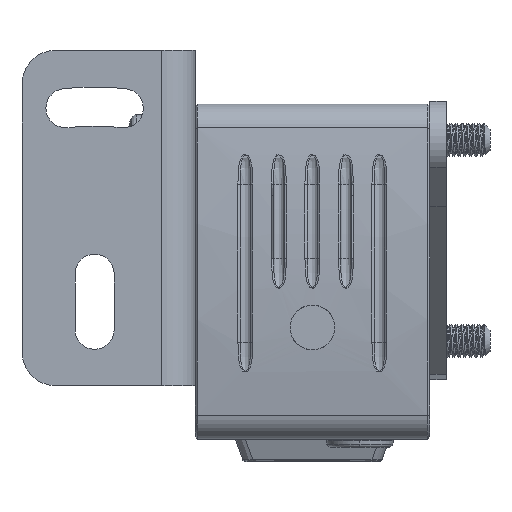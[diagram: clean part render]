
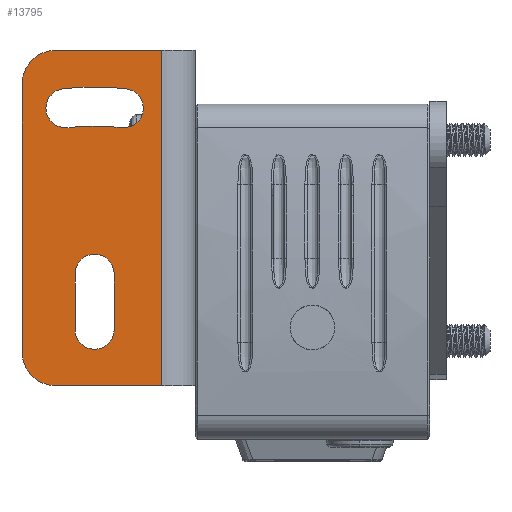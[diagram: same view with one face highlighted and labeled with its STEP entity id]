
A CAD part, left-side view. The second image highlights one B-rep face of the part: STEP entity #13795.
In plain terms, the highlighted face is planar.
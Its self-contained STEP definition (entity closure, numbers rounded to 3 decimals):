
#12818=DIRECTION('',(-1.,0.,0.));
#12819=VECTOR('',#12818,5.);
#12820=CARTESIAN_POINT('',(-5.,0.,10.75));
#12821=LINE('',#12820,#12819);
#12822=CARTESIAN_POINT('',(-10.,0.,9.));
#12823=DIRECTION('',(0.,1.,0.));
#12824=DIRECTION('',(0.,0.,-1.));
#12825=AXIS2_PLACEMENT_3D('',#12822,#12823,#12824);
#12827=DIRECTION('',(1.,0.,0.));
#12828=VECTOR('',#12827,5.);
#12829=CARTESIAN_POINT('',(-10.,0.,7.25));
#12830=LINE('',#12829,#12828);
#12831=CARTESIAN_POINT('',(-5.,0.,9.));
#12832=DIRECTION('',(0.,1.,0.));
#12833=DIRECTION('',(0.,0.,1.));
#12834=AXIS2_PLACEMENT_3D('',#12831,#12832,#12833);
#12836=CARTESIAN_POINT('',(-10.,0.,9.));
#12837=DIRECTION('',(0.,1.,0.));
#12838=DIRECTION('',(0.991,0.,0.131));
#12839=AXIS2_PLACEMENT_3D('',#12836,#12837,#12838);
#12841=CARTESIAN_POINT('',(9.829,0.,6.389));
#12842=DIRECTION('',(0.,1.,0.));
#12843=DIRECTION('',(0.991,0.,-0.131));
#12844=AXIS2_PLACEMENT_3D('',#12841,#12842,#12843);
#12846=CARTESIAN_POINT('',(-10.,0.,9.));
#12847=DIRECTION('',(0.,1.,0.));
#12848=DIRECTION('',(0.991,0.,0.131));
#12849=AXIS2_PLACEMENT_3D('',#12846,#12847,#12848);
#12851=CARTESIAN_POINT('',(9.829,0.,11.611));
#12852=DIRECTION('',(0.,1.,0.));
#12853=DIRECTION('',(-0.991,0.,-0.131));
#12854=AXIS2_PLACEMENT_3D('',#12851,#12852,#12853);
#12856=CARTESIAN_POINT('',(-12.,0.,12.5));
#12857=DIRECTION('',(0.,-1.,0.));
#12858=DIRECTION('',(0.,0.,1.));
#12859=AXIS2_PLACEMENT_3D('',#12856,#12857,#12858);
#12861=CARTESIAN_POINT('',(12.,0.,12.5));
#12862=DIRECTION('',(0.,-1.,0.));
#12863=DIRECTION('',(1.,0.,0.));
#12864=AXIS2_PLACEMENT_3D('',#12861,#12862,#12863);
#12866=DIRECTION('',(1.,0.,0.));
#12867=VECTOR('',#12866,30.);
#12868=CARTESIAN_POINT('',(-15.,0.,3.));
#12869=LINE('',#12868,#12867);
#12902=DIRECTION('',(0.,0.,1.));
#12903=VECTOR('',#12902,9.5);
#12904=CARTESIAN_POINT('',(-15.,0.,3.));
#12905=LINE('',#12904,#12903);
#12926=DIRECTION('',(1.,0.,0.));
#12927=VECTOR('',#12926,24.);
#12928=CARTESIAN_POINT('',(-12.,0.,15.5));
#12929=LINE('',#12928,#12927);
#12938=DIRECTION('',(0.,0.,1.));
#12939=VECTOR('',#12938,9.5);
#12940=CARTESIAN_POINT('',(15.,0.,3.));
#12941=LINE('',#12940,#12939);
#12959=CARTESIAN_POINT('',(-15.,0.,3.));
#12961=VERTEX_POINT('',#12959);
#12963=CARTESIAN_POINT('',(15.,0.,3.));
#12965=VERTEX_POINT('',#12963);
#12974=CARTESIAN_POINT('',(-5.,0.,10.75));
#12975=CARTESIAN_POINT('',(-10.,0.,10.75));
#12976=VERTEX_POINT('',#12974);
#12977=VERTEX_POINT('',#12975);
#12978=CARTESIAN_POINT('',(-10.,0.,7.25));
#12979=VERTEX_POINT('',#12978);
#12980=CARTESIAN_POINT('',(-5.,0.,7.25));
#12981=VERTEX_POINT('',#12980);
#12990=CARTESIAN_POINT('',(8.094,0.,11.382));
#12991=CARTESIAN_POINT('',(8.094,0.,6.618));
#12992=VERTEX_POINT('',#12990);
#12993=VERTEX_POINT('',#12991);
#12994=CARTESIAN_POINT('',(11.564,0.,6.161));
#12995=VERTEX_POINT('',#12994);
#12996=CARTESIAN_POINT('',(11.564,0.,11.839));
#12997=VERTEX_POINT('',#12996);
#13102=CARTESIAN_POINT('',(-12.,0.,15.5));
#13103=CARTESIAN_POINT('',(-15.,0.,12.5));
#13104=VERTEX_POINT('',#13102);
#13105=VERTEX_POINT('',#13103);
#13110=CARTESIAN_POINT('',(15.,0.,12.5));
#13111=CARTESIAN_POINT('',(12.,0.,15.5));
#13112=VERTEX_POINT('',#13110);
#13113=VERTEX_POINT('',#13111);
#13758=CARTESIAN_POINT('',(-15.,0.,3.));
#13759=DIRECTION('',(0.,1.,0.));
#13760=DIRECTION('',(0.,0.,1.));
#13761=AXIS2_PLACEMENT_3D('',#13758,#13759,#13760);
#13762=PLANE('',#13761);
#13764=ORIENTED_EDGE('',*,*,#13763,.F.);
#13766=ORIENTED_EDGE('',*,*,#13765,.T.);
#13768=ORIENTED_EDGE('',*,*,#13767,.F.);
#13770=ORIENTED_EDGE('',*,*,#13769,.F.);
#13771=ORIENTED_EDGE('',*,*,#13527,.F.);
#13773=ORIENTED_EDGE('',*,*,#13772,.T.);
#13774=EDGE_LOOP('',(#13764,#13766,#13768,#13770,#13771,#13773));
#13775=FACE_OUTER_BOUND('',#13774,.F.);
#13776=ORIENTED_EDGE('',*,*,#13748,.T.);
#13778=ORIENTED_EDGE('',*,*,#13777,.F.);
#13780=ORIENTED_EDGE('',*,*,#13779,.F.);
#13782=ORIENTED_EDGE('',*,*,#13781,.F.);
#13783=EDGE_LOOP('',(#13776,#13778,#13780,#13782));
#13784=FACE_BOUND('',#13783,.F.);
#13786=ORIENTED_EDGE('',*,*,#13785,.T.);
#13788=ORIENTED_EDGE('',*,*,#13787,.F.);
#13790=ORIENTED_EDGE('',*,*,#13789,.T.);
#13792=ORIENTED_EDGE('',*,*,#13791,.F.);
#13793=EDGE_LOOP('',(#13786,#13788,#13790,#13792));
#13794=FACE_BOUND('',#13793,.F.);
#13795=ADVANCED_FACE('',(#13775,#13784,#13794),#13762,.F.);
#12826=CIRCLE('',#12825,1.75);
#12835=CIRCLE('',#12834,1.75);
#12840=CIRCLE('',#12839,18.25);
#12845=CIRCLE('',#12844,1.75);
#12850=CIRCLE('',#12849,21.75);
#12855=CIRCLE('',#12854,1.75);
#12860=CIRCLE('',#12859,3.);
#12865=CIRCLE('',#12864,3.);
#13527=EDGE_CURVE('',#12961,#12965,#12869,.T.);
#13748=EDGE_CURVE('',#12992,#12993,#12840,.T.);
#13763=EDGE_CURVE('',#13104,#13105,#12860,.T.);
#13765=EDGE_CURVE('',#13104,#13113,#12929,.T.);
#13767=EDGE_CURVE('',#13112,#13113,#12865,.T.);
#13769=EDGE_CURVE('',#12965,#13112,#12941,.T.);
#13772=EDGE_CURVE('',#12961,#13105,#12905,.T.);
#13777=EDGE_CURVE('',#12995,#12993,#12845,.T.);
#13779=EDGE_CURVE('',#12997,#12995,#12850,.T.);
#13781=EDGE_CURVE('',#12992,#12997,#12855,.T.);
#13785=EDGE_CURVE('',#12976,#12977,#12821,.T.);
#13787=EDGE_CURVE('',#12979,#12977,#12826,.T.);
#13789=EDGE_CURVE('',#12979,#12981,#12830,.T.);
#13791=EDGE_CURVE('',#12976,#12981,#12835,.T.);
